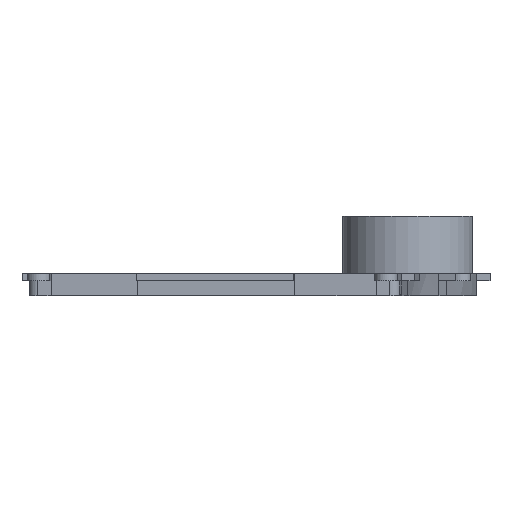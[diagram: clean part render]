
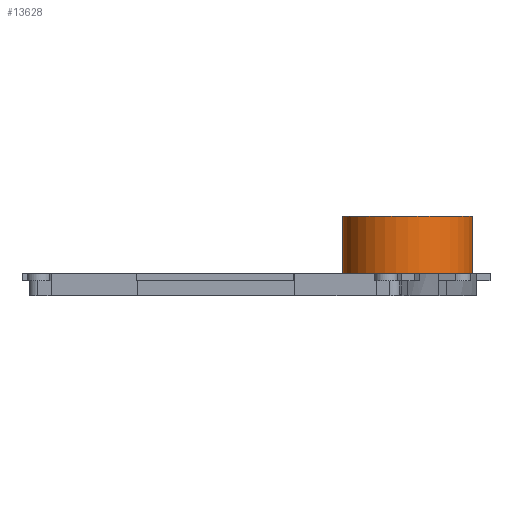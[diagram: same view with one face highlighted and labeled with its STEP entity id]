
A CAD part, left-side view. The second image highlights one B-rep face of the part: STEP entity #13628.
In plain terms, the highlighted cylindrical face has radius 14.5 mm (diameter 29 mm), a full revolution.
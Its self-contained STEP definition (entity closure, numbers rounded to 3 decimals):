
#27=CYLINDRICAL_SURFACE('',#14321,14.5);
#170=CIRCLE('',#14322,14.5);
#171=CIRCLE('',#14323,14.5);
#230=FACE_OUTER_BOUND('',#956,.T.);
#956=EDGE_LOOP('',(#9651,#9652,#9653,#9654));
#2336=LINE('',#19922,#4287);
#4287=VECTOR('',#15737,14.5);
#6224=VERTEX_POINT('',#19919);
#6225=VERTEX_POINT('',#19921);
#7585=EDGE_CURVE('',#6224,#6224,#170,.T.);
#7586=EDGE_CURVE('',#6224,#6225,#2336,.T.);
#7587=EDGE_CURVE('',#6225,#6225,#171,.T.);
#9651=ORIENTED_EDGE('',*,*,#7585,.F.);
#9652=ORIENTED_EDGE('',*,*,#7586,.T.);
#9653=ORIENTED_EDGE('',*,*,#7587,.F.);
#9654=ORIENTED_EDGE('',*,*,#7586,.F.);
#13628=ADVANCED_FACE('',(#230),#27,.T.);
#14321=AXIS2_PLACEMENT_3D('',#19918,#15733,#15734);
#14322=AXIS2_PLACEMENT_3D('',#19920,#15735,#15736);
#14323=AXIS2_PLACEMENT_3D('',#19923,#15738,#15739);
#15733=DIRECTION('center_axis',(0.,0.,
1.));
#15734=DIRECTION('ref_axis',(1.,0.,0.));
#15735=DIRECTION('center_axis',(0.,0.,
1.));
#15736=DIRECTION('ref_axis',(1.,0.,0.));
#15737=DIRECTION('',(0.,0.,-1.));
#15738=DIRECTION('center_axis',(0.,0.,-1.));
#15739=DIRECTION('ref_axis',(-1.,0.,0.));
#19918=CARTESIAN_POINT('Origin',(153.699,-113.629,-6.6));
#19919=CARTESIAN_POINT('',(139.199,-113.629,11.2));
#19920=CARTESIAN_POINT('Origin',(153.699,-113.629,11.2));
#19921=CARTESIAN_POINT('',(139.199,-113.629,-1.6));
#19922=CARTESIAN_POINT('',(139.199,-113.629,-6.6));
#19923=CARTESIAN_POINT('Origin',(153.699,-113.629,-1.6));
